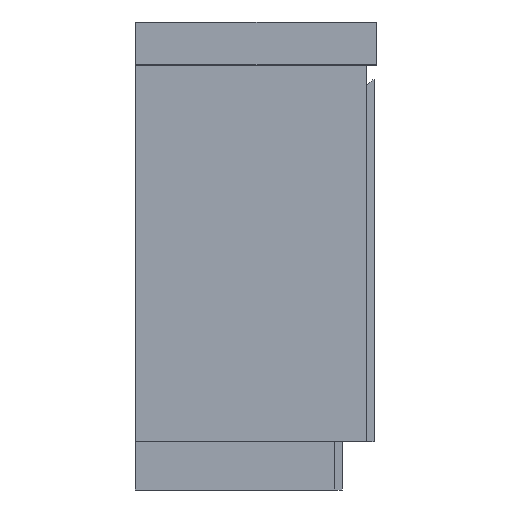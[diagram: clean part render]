
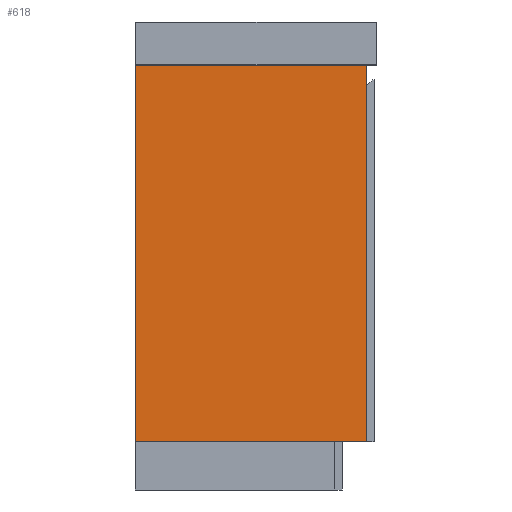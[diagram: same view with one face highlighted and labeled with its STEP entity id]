
A CAD part, left-side view. The second image highlights one B-rep face of the part: STEP entity #618.
In plain terms, the highlighted planar face has unit normal (-1, 0, 0).
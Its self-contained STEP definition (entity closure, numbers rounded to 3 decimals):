
#618=ADVANCED_FACE('',(#769),#2576,.T.);
#769=FACE_OUTER_BOUND('',#920,.T.);
#920=EDGE_LOOP('',(#1408,#1409,#1410,#1411));
#1408=ORIENTED_EDGE('',*,*,#1853,.T.);
#1409=ORIENTED_EDGE('',*,*,#1835,.F.);
#1410=ORIENTED_EDGE('',*,*,#1852,.F.);
#1411=ORIENTED_EDGE('',*,*,#1854,.T.);
#1835=EDGE_CURVE('',#2402,#2403,#2163,.T.);
#1852=EDGE_CURVE('',#2416,#2402,#2180,.T.);
#1853=EDGE_CURVE('',#2417,#2403,#2181,.T.);
#1854=EDGE_CURVE('',#2416,#2417,#2182,.T.);
#2163=B_SPLINE_CURVE_WITH_KNOTS('',1,(#3795,#3796),.UNSPECIFIED.,.F.,.F.,
(2,2),(0.,780.),.UNSPECIFIED.);
#2180=B_SPLINE_CURVE_WITH_KNOTS('',1,(#3829,#3830),.UNSPECIFIED.,.F.,.F.,
(2,2),(0.,479.),.UNSPECIFIED.);
#2181=B_SPLINE_CURVE_WITH_KNOTS('',1,(#3831,#3832),.UNSPECIFIED.,.F.,.F.,
(2,2),(0.,479.),.UNSPECIFIED.);
#2182=B_SPLINE_CURVE_WITH_KNOTS('',1,(#3833,#3834),.UNSPECIFIED.,.F.,.F.,
(2,2),(0.,780.),.UNSPECIFIED.);
#2402=VERTEX_POINT('',#3773);
#2403=VERTEX_POINT('',#3774);
#2416=VERTEX_POINT('',#3787);
#2417=VERTEX_POINT('',#3788);
#2576=PLANE('',#2875);
#2875=AXIS2_PLACEMENT_3D('',#3764,#3041,$);
#3041=DIRECTION('',(-1.,0.,0.));
#3764=CARTESIAN_POINT('',(-744.,468.012,-47.912));
#3773=CARTESIAN_POINT('',(-744.,390.,479.));
#3774=CARTESIAN_POINT('',(-744.,-390.,479.));
#3787=CARTESIAN_POINT('',(-744.,390.,0.));
#3788=CARTESIAN_POINT('',(-744.,-390.,0.));
#3795=CARTESIAN_POINT('',(-744.,390.,479.));
#3796=CARTESIAN_POINT('',(-744.,-390.,479.));
#3829=CARTESIAN_POINT('',(-744.,390.,0.));
#3830=CARTESIAN_POINT('',(-744.,390.,479.));
#3831=CARTESIAN_POINT('',(-744.,-390.,0.));
#3832=CARTESIAN_POINT('',(-744.,-390.,479.));
#3833=CARTESIAN_POINT('',(-744.,390.,0.));
#3834=CARTESIAN_POINT('',(-744.,-390.,0.));
